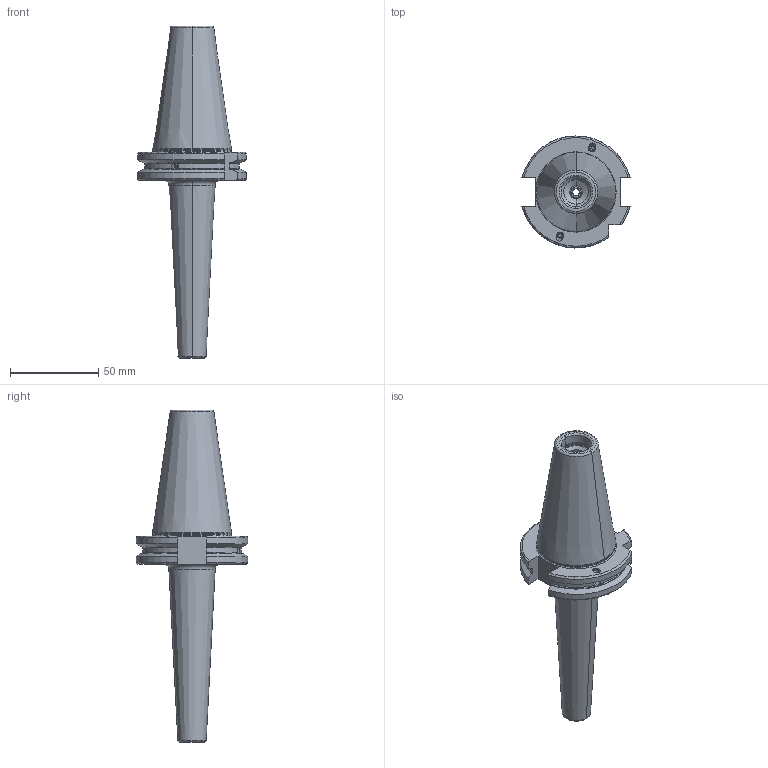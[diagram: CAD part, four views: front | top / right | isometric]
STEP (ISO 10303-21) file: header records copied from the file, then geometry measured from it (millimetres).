
FILE_DESCRIPTION((''),'2;1');
FILE_NAME('403_72_10_1','2020-02-26T',('104091'),(''),'CREO PARAMETRIC BY PTC INC, 2015290','CREO PARAMETRIC BY PTC INC, 2015290','');
FILE_SCHEMA(('CONFIG_CONTROL_DESIGN'));
Length unit declared in the file: millimetre
Products named in the file (1): 403_72_10_1
Bounding box: 61.48 x 63.54 x 188.4 mm (x, y, z)
Volume: 125947.4 mm3; surface area: 30719.1 mm2
Topology: 1 solids, 1 shells, 185 faces, 502 edges, 336 vertices
Faces by surface type: plane 52, cylinder 51, cone 46, torus 36
Entity records: 6414 total; most frequent: CARTESIAN_POINT 1783, DIRECTION 978, ORIENTED_EDGE 920, EDGE_CURVE 460, AXIS2_PLACEMENT_3D 378, VERTEX_POINT 287, VECTOR 222, LINE 222
